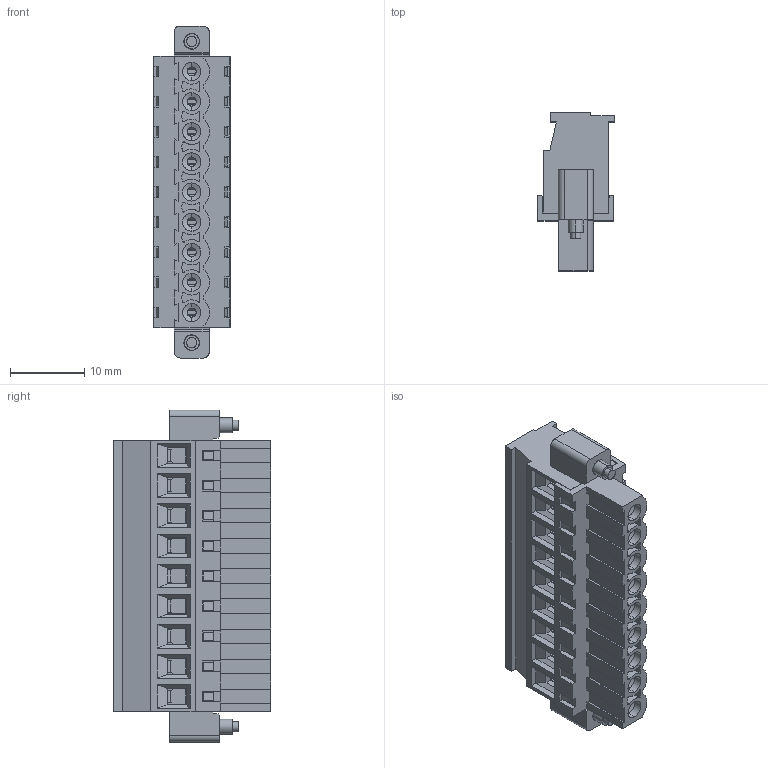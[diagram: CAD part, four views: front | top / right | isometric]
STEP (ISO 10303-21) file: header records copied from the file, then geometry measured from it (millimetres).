
FILE_DESCRIPTION( ('This file contains a STEP AP42 implementation' ,'as created by ZW3D STEP Interface translator.') ,'2;1' );
FILE_NAME( 'PF500-B09ASMW1.stp' ,'231128.141335', (''), ('ZWCAD Software Co.'), 'Version 1.0', 'ZW3D to STEP translator', '' );
FILE_SCHEMA(('AUTOMOTIVE_DESIGN { 1 0 10303 214 1 1 1 1 }'));
Length unit declared in the file: millimetre
Products named in the file (2): 0; PF500-B09ASMW1
Bounding box: 10.34 x 21.29 x 44.85 mm (x, y, z)
Volume: 3784.4 mm3; surface area: 10566.2 mm2
Topology: 11 solids, 11 shells, 2714 faces, 7043 edges, 4344 vertices
Faces by surface type: plane 1996, bspline 494, cone 115, cylinder 109
Full cylindrical faces by diameter (mm): 0.457 x1, 0.977 x1
Entity records: 125175 total; most frequent: CARTESIAN_POINT 71998, ORIENTED_EDGE 14086, EDGE_CURVE 7043, B_SPLINE_CURVE_WITH_KNOTS 6784, DIRECTION 4721, VERTEX_POINT 4344, EDGE_LOOP 2869, FACE_OUTER_BOUND 2714
